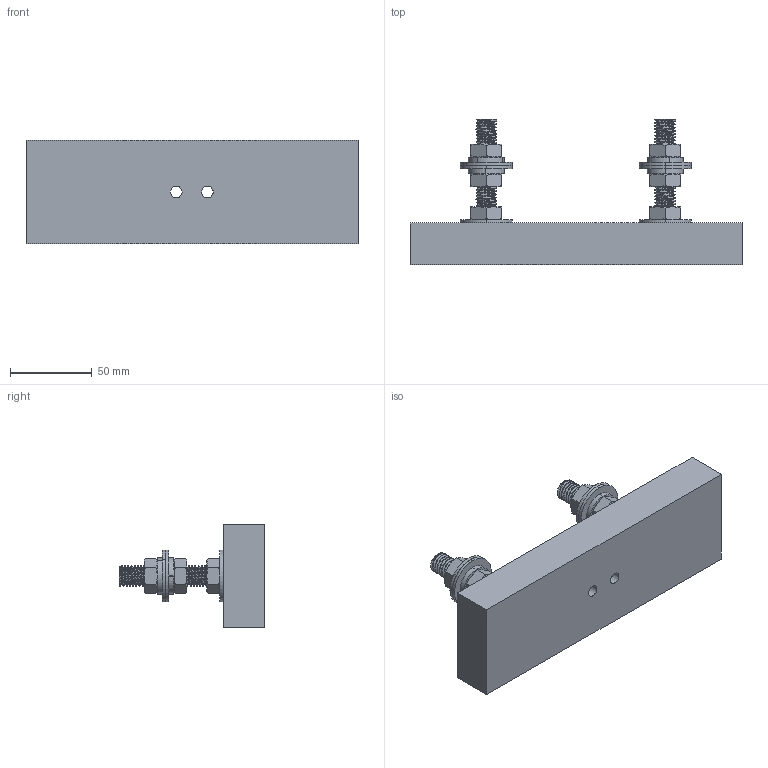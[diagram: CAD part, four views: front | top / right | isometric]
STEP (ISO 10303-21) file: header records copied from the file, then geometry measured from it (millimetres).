
FILE_DESCRIPTION (( 'STEP AP214' ), '1' );
FILE_NAME ('700917.STEP', '2024-10-22T16:49:30', ( '' ), ( '' ), 'SwSTEP 2.0', 'SolidWorks 2021', '' );
FILE_SCHEMA (( 'AUTOMOTIVE_DESIGN' ));
Length unit declared in the file: inch
Products named in the file (6): PSC1285; PFM1602-01; PFM1305_94846A523; CCX1019_-02; F08977_COMPRESSED; 700917
Assembly tree (19 placements, depth 2):
  700917
    CCX1019_-02
    PSC1285  x2
    PFM1602-01  x6
    PFM1305_94846A523  x6
    F08977_COMPRESSED  x4
Bounding box: 203.2 x 88.9 x 63.5 mm (x, y, z)
Volume: 356206 mm3; surface area: 71961.3 mm2
Topology: 19 solids, 19 shells, 520 faces, 1318 edges, 836 vertices
Faces by surface type: cylinder 276, cone 128, plane 84, bspline 32
Entity records: 23827 total; most frequent: CARTESIAN_POINT 19662, ORIENTED_EDGE 890, DIRECTION 652, EDGE_CURVE 445, VERTEX_POINT 287, AXIS2_PLACEMENT_3D 251, EDGE_LOOP 184, FACE_OUTER_BOUND 172
